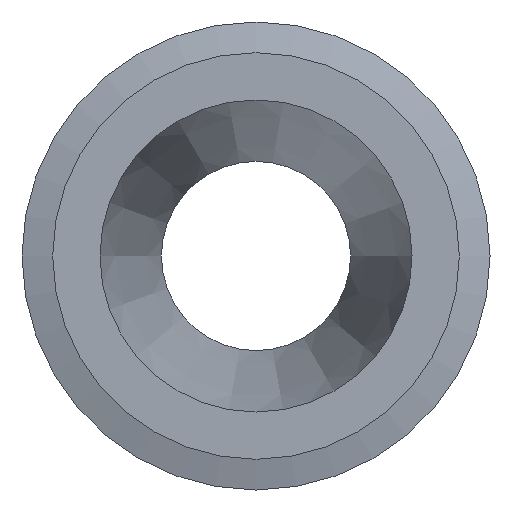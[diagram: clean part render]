
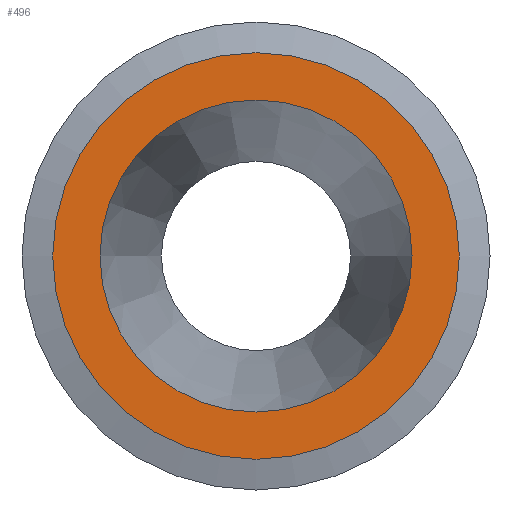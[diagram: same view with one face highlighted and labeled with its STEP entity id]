
A CAD part, left-side view. The second image highlights one B-rep face of the part: STEP entity #496.
In plain terms, the highlighted planar face has unit normal (-1, 0, 0).
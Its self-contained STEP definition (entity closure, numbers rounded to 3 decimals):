
#15=FACE_BOUND('',#107,.T.);
#17=PLANE('',#599);
#82=FACE_OUTER_BOUND('',#106,.T.);
#106=EDGE_LOOP('',(#439,#440));
#107=EDGE_LOOP('',(#441,#442));
#138=CIRCLE('',#558,16.5);
#139=CIRCLE('',#559,16.5);
#165=CIRCLE('',#595,21.5);
#166=CIRCLE('',#596,21.5);
#197=VERTEX_POINT('',#861);
#198=VERTEX_POINT('',#863);
#219=VERTEX_POINT('',#925);
#220=VERTEX_POINT('',#927);
#260=EDGE_CURVE('',#198,#197,#138,.T.);
#261=EDGE_CURVE('',#197,#198,#139,.T.);
#292=EDGE_CURVE('',#220,#219,#165,.T.);
#293=EDGE_CURVE('',#219,#220,#166,.T.);
#439=ORIENTED_EDGE('',*,*,#292,.T.);
#440=ORIENTED_EDGE('',*,*,#293,.T.);
#441=ORIENTED_EDGE('',*,*,#260,.T.);
#442=ORIENTED_EDGE('',*,*,#261,.T.);
#496=ADVANCED_FACE('',(#82,#15),#17,.T.);
#558=AXIS2_PLACEMENT_3D('',#864,#693,#694);
#559=AXIS2_PLACEMENT_3D('',#865,#695,#696);
#595=AXIS2_PLACEMENT_3D('',#928,#772,#773);
#596=AXIS2_PLACEMENT_3D('',#929,#774,#775);
#599=AXIS2_PLACEMENT_3D('',#932,#780,#781);
#693=DIRECTION('center_axis',(1.,0.,0.));
#694=DIRECTION('ref_axis',(0.,1.,0.));
#695=DIRECTION('center_axis',(1.,0.,0.));
#696=DIRECTION('ref_axis',(0.,1.,0.));
#772=DIRECTION('center_axis',(-1.,0.,0.));
#773=DIRECTION('ref_axis',(0.,1.,0.));
#774=DIRECTION('center_axis',(-1.,0.,0.));
#775=DIRECTION('ref_axis',(0.,1.,0.));
#780=DIRECTION('center_axis',(-1.,0.,0.));
#781=DIRECTION('ref_axis',(0.,0.,1.));
#861=CARTESIAN_POINT('',(0.,-16.5,0.));
#863=CARTESIAN_POINT('',(0.,16.5,0.));
#864=CARTESIAN_POINT('Origin',(0.,0.,0.));
#865=CARTESIAN_POINT('Origin',(0.,0.,0.));
#925=CARTESIAN_POINT('',(0.,-21.5,0.));
#927=CARTESIAN_POINT('',(0.,21.5,0.));
#928=CARTESIAN_POINT('Origin',(0.,0.,0.));
#929=CARTESIAN_POINT('Origin',(0.,0.,0.));
#932=CARTESIAN_POINT('Origin',(0.,0.,0.));
